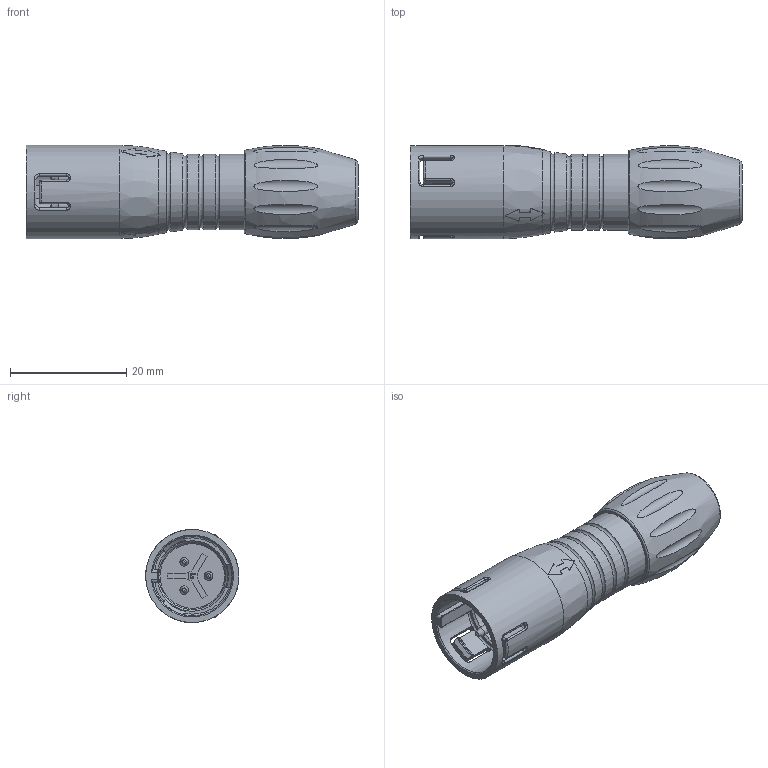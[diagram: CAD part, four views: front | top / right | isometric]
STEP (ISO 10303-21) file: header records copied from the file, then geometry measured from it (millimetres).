
FILE_DESCRIPTION(/* description */ (''),/* implementation_level */ '2;1');
FILE_NAME(/* name */ '99-9105-00-03_bg.stp',/* time_stamp */ '2010-02-26T11:14:19+01:00',/* author */ (''),/* organization */ (''),/* preprocessor_version */ 'ST-DEVELOPER v11',/* originating_system */ 'UGS - NX 5.0',/* authorisation */ '');
FILE_SCHEMA (('CONFIG_CONTROL_DESIGN'));
Length unit declared in the file: millimetre
Products named in the file (1): kborDF71furs
Bounding box: 57 x 16.1 x 16 mm (x, y, z)
Volume: 8332.7 mm3; surface area: 3644.5 mm2
Topology: 1 solids, 1 shells, 279 faces, 717 edges, 453 vertices
Faces by surface type: cylinder 104, plane 93, torus 38, bspline 26, cone 12, sphere 6
Full cylindrical faces by diameter (mm): 1.5 x3, 11.5 x1, 13 x3, 16 x1
Entity records: 11000 total; most frequent: CARTESIAN_POINT 4808, ORIENTED_EDGE 1344, DIRECTION 1110, EDGE_CURVE 672, VERTEX_POINT 439, AXIS2_PLACEMENT_3D 435, EDGE_LOOP 329, ADVANCED_FACE 279
